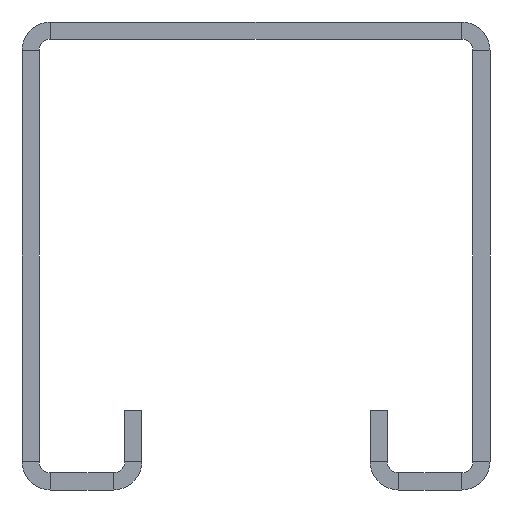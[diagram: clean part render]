
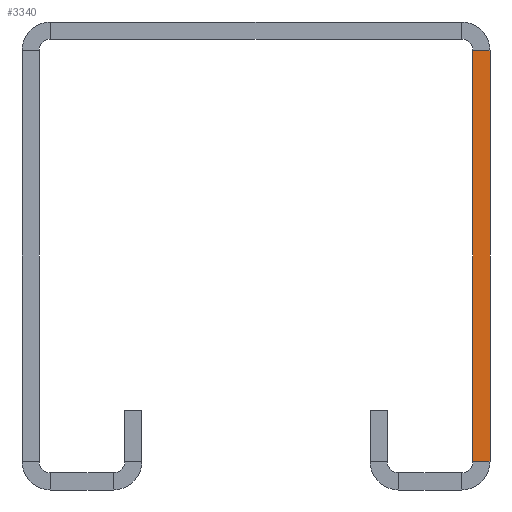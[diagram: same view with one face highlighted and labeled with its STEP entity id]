
A CAD part, front view. The second image highlights one B-rep face of the part: STEP entity #3340.
In plain terms, the highlighted planar face has unit normal (0, -1, 0).
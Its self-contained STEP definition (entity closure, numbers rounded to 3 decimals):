
#329=DIRECTION('',(-1.,0.,0.));
#330=VECTOR('',#329,1.5);
#331=CARTESIAN_POINT('',(20.5,-300.,-18.));
#332=LINE('',#331,#330);
#333=DIRECTION('',(0.,0.,-1.));
#334=VECTOR('',#333,36.);
#335=CARTESIAN_POINT('',(19.,-300.,18.));
#336=LINE('',#335,#334);
#337=DIRECTION('',(0.,0.,-1.));
#338=VECTOR('',#337,36.);
#339=CARTESIAN_POINT('',(20.5,-300.,18.));
#340=LINE('',#339,#338);
#841=DIRECTION('',(-1.,0.,0.));
#842=VECTOR('',#841,1.5);
#843=CARTESIAN_POINT('',(20.5,-300.,18.));
#844=LINE('',#843,#842);
#2354=CARTESIAN_POINT('',(20.5,-300.,-18.));
#2356=VERTEX_POINT('',#2354);
#2366=CARTESIAN_POINT('',(20.5,-300.,18.));
#2368=VERTEX_POINT('',#2366);
#2402=CARTESIAN_POINT('',(19.,-300.,-18.));
#2404=VERTEX_POINT('',#2402);
#2414=CARTESIAN_POINT('',(19.,-300.,18.));
#2416=VERTEX_POINT('',#2414);
#3326=CARTESIAN_POINT('',(19.75,-300.,0.));
#3327=DIRECTION('',(0.,-1.,0.));
#3328=DIRECTION('',(0.,0.,-1.));
#3329=AXIS2_PLACEMENT_3D('',#3326,#3327,#3328);
#3330=PLANE('',#3329);
#3332=ORIENTED_EDGE('',*,*,#3331,.T.);
#3334=ORIENTED_EDGE('',*,*,#3333,.F.);
#3336=ORIENTED_EDGE('',*,*,#3335,.F.);
#3337=ORIENTED_EDGE('',*,*,#3197,.T.);
#3338=EDGE_LOOP('',(#3332,#3334,#3336,#3337));
#3339=FACE_OUTER_BOUND('',#3338,.F.);
#3340=ADVANCED_FACE('',(#3339),#3330,.T.);
#3197=EDGE_CURVE('',#2368,#2356,#340,.T.);
#3331=EDGE_CURVE('',#2356,#2404,#332,.T.);
#3333=EDGE_CURVE('',#2416,#2404,#336,.T.);
#3335=EDGE_CURVE('',#2368,#2416,#844,.T.);
